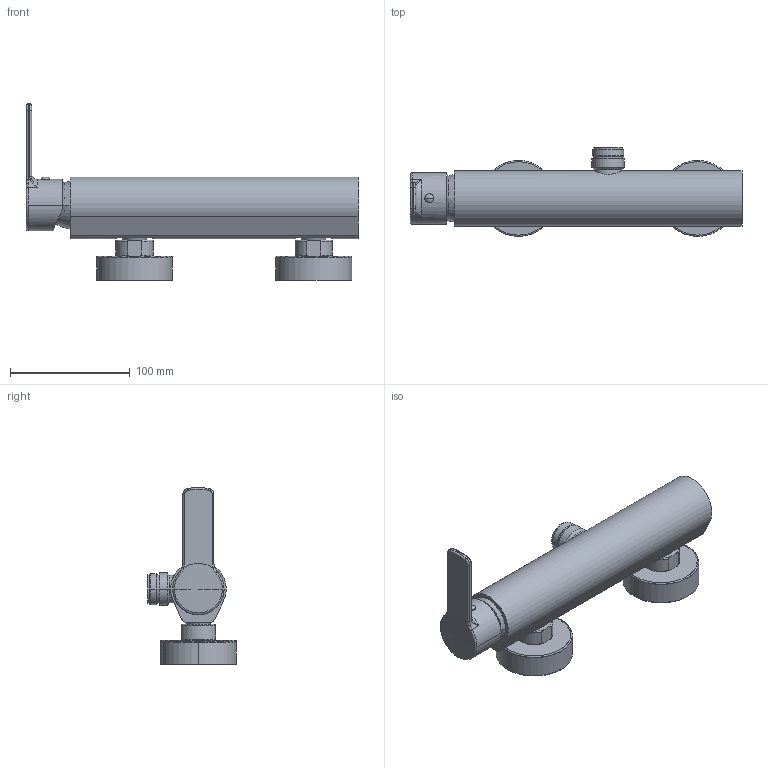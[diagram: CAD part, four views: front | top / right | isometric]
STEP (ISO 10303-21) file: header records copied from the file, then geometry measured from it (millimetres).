
FILE_DESCRIPTION((''),'2;1');
FILE_NAME('WS168RCR','2021-11-05T13:00:04',('ut3'),('PAFFONI SpA'),'CREO PARAMETRIC BY PTC INC, 2020044','CREO PARAMETRIC BY PTC INC, 2020044','');
FILE_SCHEMA(('CONFIG_CONTROL_DESIGN','SHAPE_APPEARANCE_LAYERS_GROUPS'));
Products named in the file (1): WS168RCR
Bounding box: 277.83 x 74.2 x 147.91 mm (x, y, z)
Volume: 265763 mm3; surface area: 164528.9 mm2
Topology: 1 solids, 1 shells, 1558 faces, 3949 edges, 2443 vertices
Faces by surface type: plane 754, cylinder 439, torus 129, cone 112, bspline 78, sphere 46
Entity records: 67963 total; most frequent: CARTESIAN_POINT 20114, ORIENTED_EDGE 7874, DIRECTION 7524, EDGE_CURVE 3937, AXIS2_PLACEMENT_3D 2749, VERTEX_POINT 2443, VECTOR 2026, LINE 2026
